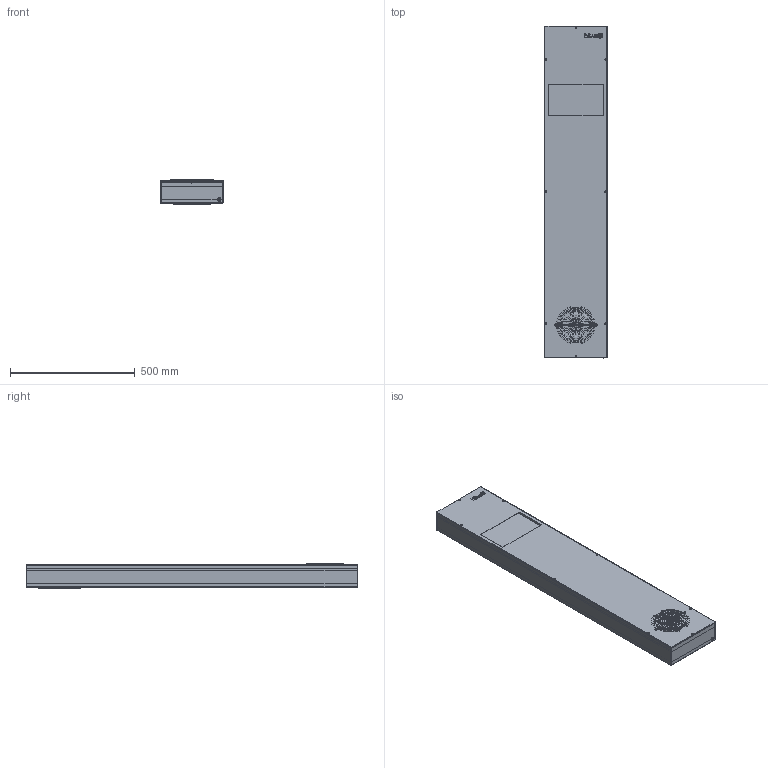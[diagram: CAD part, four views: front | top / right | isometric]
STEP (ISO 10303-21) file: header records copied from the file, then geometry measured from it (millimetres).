
FILE_DESCRIPTION (( 'STEP AP214' ), '1' );
FILE_NAME ('3114-1150-25-07.STEP', '2018-04-18T14:21:17', ( '' ), ( '' ), 'SwSTEP 2.0', 'SolidWorks 2017', '' );
FILE_SCHEMA (( 'AUTOMOTIVE_DESIGN' ));
Length unit declared in the file: millimetre
Products named in the file (7): 8101-0020-00-00~0; 8000-7981-03-09; W0155525~0; W0155523~0; 3114-1150-25-07; 8000-7985-04-06; 3114-0016-05-00~0
Assembly tree (23 placements, depth 2):
  3114-1150-25-07
    W0155523~0
    W0155525~0
    3114-0016-05-00~0  x2
    8000-7981-03-09  x12
    8101-0020-00-00~0  x3
    8000-7985-04-06  x4
Bounding box: 253.25 x 1332 x 101.9 mm (x, y, z)
Volume: 17415953.9 mm3; surface area: 2411683.5 mm2
Topology: 23 solids, 23 shells, 1469 faces, 4145 edges, 2670 vertices
Faces by surface type: cylinder 598, plane 525, torus 220, cone 70, sphere 32, bspline 24
Entity records: 32833 total; most frequent: CARTESIAN_POINT 8837, DIRECTION 5219, ORIENTED_EDGE 4924, EDGE_CURVE 2462, AXIS2_PLACEMENT_3D 2134, VERTEX_POINT 1608, CIRCLE 1263, EDGE_LOOP 1054
